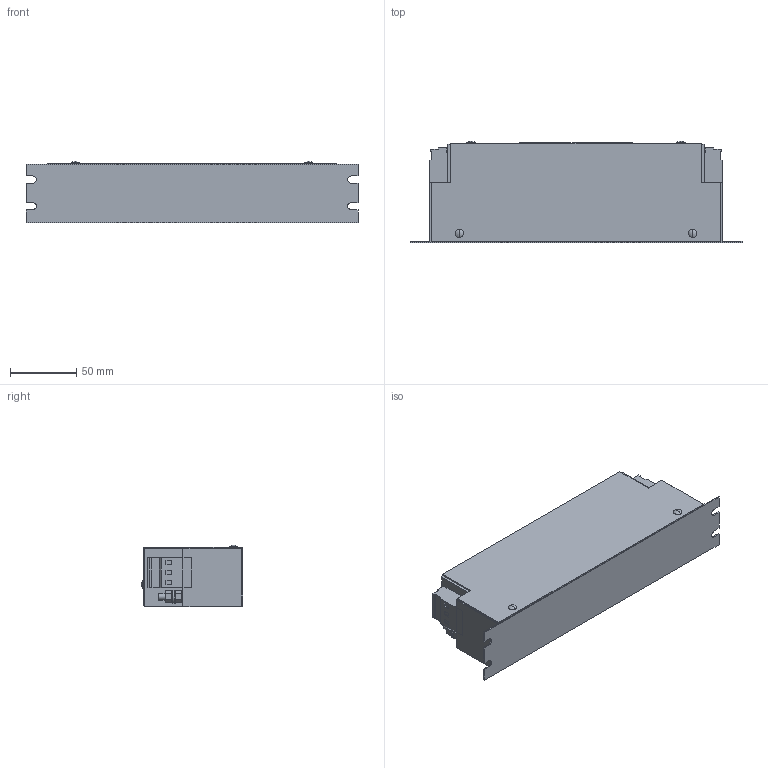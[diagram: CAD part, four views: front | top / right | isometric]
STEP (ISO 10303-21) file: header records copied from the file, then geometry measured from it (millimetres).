
FILE_DESCRIPTION (( 'STEP AP214' ), '1' );
FILE_NAME ('192413.STEP', '2024-09-04T12:20:37', ( '' ), ( '' ), 'SwSTEP 2.0', 'SolidWorks 2022', '' );
FILE_SCHEMA (( 'AUTOMOTIVE_DESIGN' ));
Length unit declared in the file: millimetre
Products named in the file (1): 192413
Bounding box: 250 x 76.37 x 46.37 mm (x, y, z)
Volume: 723141.4 mm3; surface area: 63695.4 mm2
Topology: 1 solids, 1 shells, 359 faces, 872 edges, 564 vertices
Faces by surface type: plane 271, cylinder 80, sphere 8
Entity records: 10468 total; most frequent: DIRECTION 1816, CARTESIAN_POINT 1796, ORIENTED_EDGE 1744, EDGE_CURVE 872, VECTOR 648, LINE 648, AXIS2_PLACEMENT_3D 584, VERTEX_POINT 564
